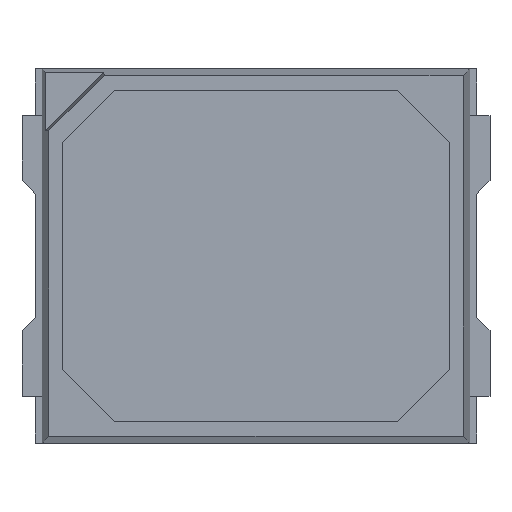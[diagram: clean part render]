
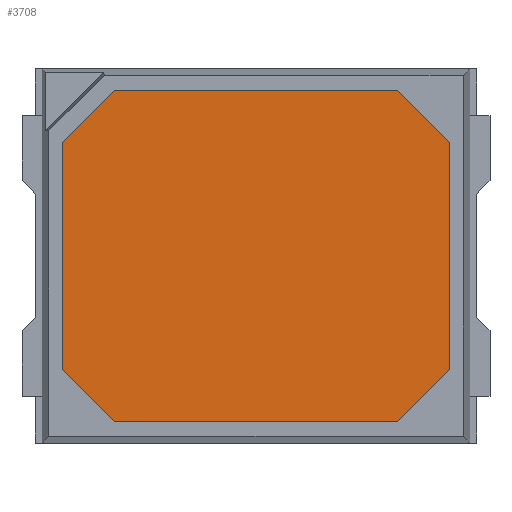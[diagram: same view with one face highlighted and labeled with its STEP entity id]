
A CAD part, top view. The second image highlights one B-rep face of the part: STEP entity #3708.
In plain terms, the highlighted planar face has unit normal (0, 0, 1).
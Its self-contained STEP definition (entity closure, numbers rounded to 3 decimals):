
#723=ORIENTED_EDGE('',*,*,#1220,.F.);
#724=ORIENTED_EDGE('',*,*,#1199,.F.);
#725=ORIENTED_EDGE('',*,*,#1203,.F.);
#726=ORIENTED_EDGE('',*,*,#1206,.F.);
#727=ORIENTED_EDGE('',*,*,#1209,.F.);
#728=ORIENTED_EDGE('',*,*,#1212,.F.);
#729=ORIENTED_EDGE('',*,*,#1215,.F.);
#730=ORIENTED_EDGE('',*,*,#1218,.F.);
#1199=EDGE_CURVE('',#1503,#1504,#1813,.T.);
#1203=EDGE_CURVE('',#1506,#1503,#1817,.T.);
#1206=EDGE_CURVE('',#1508,#1506,#1820,.T.);
#1209=EDGE_CURVE('',#1510,#1508,#1823,.T.);
#1212=EDGE_CURVE('',#1512,#1510,#1826,.T.);
#1215=EDGE_CURVE('',#1514,#1512,#1829,.T.);
#1218=EDGE_CURVE('',#1516,#1514,#1832,.T.);
#1220=EDGE_CURVE('',#1504,#1516,#1834,.T.);
#1503=VERTEX_POINT('',#5690);
#1504=VERTEX_POINT('',#5692);
#1506=VERTEX_POINT('',#5698);
#1508=VERTEX_POINT('',#5704);
#1510=VERTEX_POINT('',#5710);
#1512=VERTEX_POINT('',#5716);
#1514=VERTEX_POINT('',#5722);
#1516=VERTEX_POINT('',#5728);
#1813=LINE('',#5691,#2147);
#1817=LINE('',#5699,#2151);
#1820=LINE('',#5705,#2154);
#1823=LINE('',#5711,#2157);
#1826=LINE('',#5717,#2160);
#1829=LINE('',#5723,#2163);
#1832=LINE('',#5729,#2166);
#1834=LINE('',#5732,#2168);
#2147=VECTOR('',#4507,1000.);
#2151=VECTOR('',#4513,1000.);
#2154=VECTOR('',#4518,1000.);
#2157=VECTOR('',#4523,1000.);
#2160=VECTOR('',#4528,1000.);
#2163=VECTOR('',#4533,1000.);
#2166=VECTOR('',#4538,1000.);
#2168=VECTOR('',#4542,1000.);
#2398=EDGE_LOOP('',(#723,#724,#725,#726,#727,#728,#729,#730));
#2584=FACE_BOUND('',#2398,.T.);
#2723=PLANE('',#3922);
#3708=ADVANCED_FACE('',(#2584),#2723,.F.);
#3922=AXIS2_PLACEMENT_3D('',#5734,#4545,#4546);
#4507=DIRECTION('',(0.707,0.707,0.));
#4513=DIRECTION('',(0.,1.,0.));
#4518=DIRECTION('',(-0.707,0.707,0.));
#4523=DIRECTION('',(-1.,0.,0.));
#4528=DIRECTION('',(-0.707,-0.707,0.));
#4533=DIRECTION('',(0.,-1.,0.));
#4538=DIRECTION('',(0.707,-0.707,0.));
#4542=DIRECTION('',(1.,0.,0.));
#4545=DIRECTION('',(0.,0.,-1.));
#4546=DIRECTION('',(-1.,0.,0.));
#5690=CARTESIAN_POINT('',(-1.45,0.85,0.7));
#5691=CARTESIAN_POINT('',(-1.45,0.85,0.7));
#5692=CARTESIAN_POINT('',(-1.06,1.24,0.7));
#5698=CARTESIAN_POINT('',(-1.45,-0.85,0.7));
#5699=CARTESIAN_POINT('',(-1.45,-0.85,0.7));
#5704=CARTESIAN_POINT('',(-1.06,-1.24,0.7));
#5705=CARTESIAN_POINT('',(-1.06,-1.24,0.7));
#5710=CARTESIAN_POINT('',(1.06,-1.24,0.7));
#5711=CARTESIAN_POINT('',(1.06,-1.24,0.7));
#5716=CARTESIAN_POINT('',(1.45,-0.85,0.7));
#5717=CARTESIAN_POINT('',(1.45,-0.85,0.7));
#5722=CARTESIAN_POINT('',(1.45,0.85,0.7));
#5723=CARTESIAN_POINT('',(1.45,0.85,0.7));
#5728=CARTESIAN_POINT('',(1.06,1.24,0.7));
#5729=CARTESIAN_POINT('',(1.06,1.24,0.7));
#5732=CARTESIAN_POINT('',(-1.06,1.24,0.7));
#5734=CARTESIAN_POINT('',(0.725,0.62,0.7));
